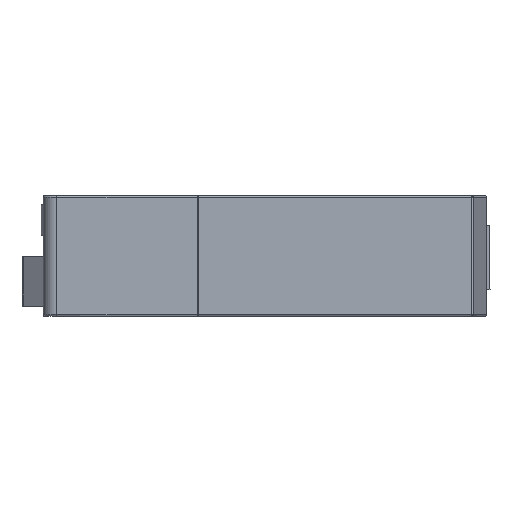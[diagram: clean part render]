
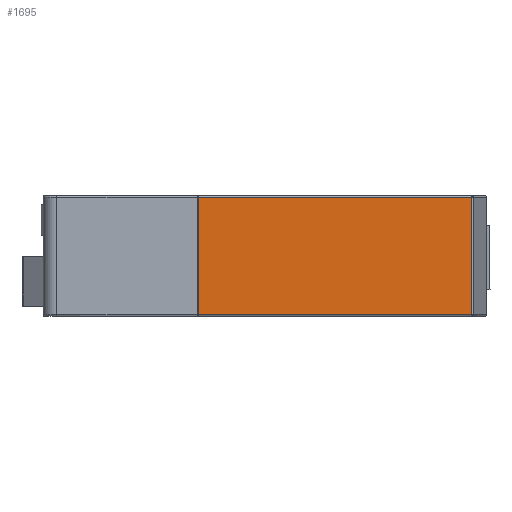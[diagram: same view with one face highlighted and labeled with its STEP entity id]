
A CAD part, left-side view. The second image highlights one B-rep face of the part: STEP entity #1695.
In plain terms, the highlighted planar face has unit normal (-1, 0, 0).
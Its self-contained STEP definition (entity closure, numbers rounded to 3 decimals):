
#252 = DIRECTION ( 'NONE',  ( 0., 0., 1. ) ) ;
#401 = CARTESIAN_POINT ( 'NONE',  ( -46.8, -59.7, -8.7 ) ) ;
#509 = CARTESIAN_POINT ( 'NONE',  ( -46.8, -19., 8.902 ) ) ;
#923 = DIRECTION ( 'NONE',  ( 0., -1., 0. ) ) ;
#975 = CARTESIAN_POINT ( 'NONE',  ( -46.8, -59.533, 8.7 ) ) ;
#1037 = DIRECTION ( 'NONE',  ( 1., 0., 0. ) ) ;
#1060 = LINE ( 'NONE', #401, #4487 ) ;
#1580 = DIRECTION ( 'NONE',  ( 0., 0., -1. ) ) ;
#1695 = ADVANCED_FACE ( 'NONE', ( #4273 ), #3606, .F. ) ;
#1704 = CARTESIAN_POINT ( 'NONE',  ( -46.8, -19., 8.7 ) ) ;
#1836 = ORIENTED_EDGE ( 'NONE', *, *, #2827, .T. ) ;
#1872 = EDGE_CURVE ( 'NONE', #4375, #4455, #3997, .T. ) ;
#1971 = EDGE_CURVE ( 'NONE', #4902, #4375, #3729, .T. ) ;
#1998 = AXIS2_PLACEMENT_3D ( 'NONE', #509, #1037, #4661 ) ;
#2514 = LINE ( 'NONE', #4110, #4287 ) ;
#2827 = EDGE_CURVE ( 'NONE', #4455, #3670, #2514, .T. ) ;
#2902 = CARTESIAN_POINT ( 'NONE',  ( -46.8, -59.533, -8.7 ) ) ;
#3074 = CARTESIAN_POINT ( 'NONE',  ( -46.8, -19.2, 8.7 ) ) ;
#3170 = EDGE_CURVE ( 'NONE', #3670, #4902, #1060, .T. ) ;
#3279 = ORIENTED_EDGE ( 'NONE', *, *, #3170, .T. ) ;
#3473 = CARTESIAN_POINT ( 'NONE',  ( -46.8, -19.2, -8.7 ) ) ;
#3606 = PLANE ( 'NONE',  #1998 ) ;
#3670 = VERTEX_POINT ( 'NONE', #3473 ) ;
#3729 = LINE ( 'NONE', #6010, #3744 ) ;
#3744 = VECTOR ( 'NONE', #252, 1000. ) ;
#3997 = LINE ( 'NONE', #1704, #4034 ) ;
#4034 = VECTOR ( 'NONE', #4290, 1000. ) ;
#4110 = CARTESIAN_POINT ( 'NONE',  ( -46.8, -19.2, 8.902 ) ) ;
#4273 = FACE_OUTER_BOUND ( 'NONE', #5540, .T. ) ;
#4287 = VECTOR ( 'NONE', #1580, 1000. ) ;
#4290 = DIRECTION ( 'NONE',  ( 0., 1., 0. ) ) ;
#4375 = VERTEX_POINT ( 'NONE', #975 ) ;
#4455 = VERTEX_POINT ( 'NONE', #3074 ) ;
#4487 = VECTOR ( 'NONE', #923, 1000. ) ;
#4661 = DIRECTION ( 'NONE',  ( 0., 1., 0. ) ) ;
#4902 = VERTEX_POINT ( 'NONE', #2902 ) ;
#5341 = ORIENTED_EDGE ( 'NONE', *, *, #1872, .T. ) ;
#5540 = EDGE_LOOP ( 'NONE', ( #3279, #5940, #5341, #1836 ) ) ;
#5940 = ORIENTED_EDGE ( 'NONE', *, *, #1971, .T. ) ;
#6010 = CARTESIAN_POINT ( 'NONE',  ( -46.8, -59.533, 8.902 ) ) ;
